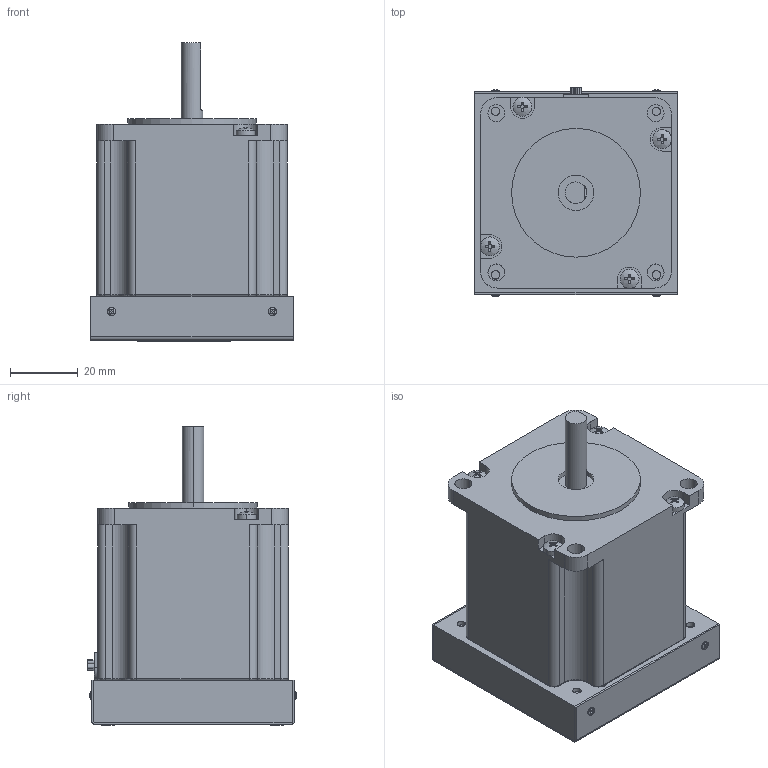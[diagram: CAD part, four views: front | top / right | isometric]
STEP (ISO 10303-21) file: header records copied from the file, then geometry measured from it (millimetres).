
FILE_DESCRIPTION (( 'STEP AP214' ), '1' );
FILE_NAME ('PD57-2-1276 - NEMA23.STEP', '2018-08-16T10:19:44', ( '' ), ( '' ), 'SwSTEP 2.0', 'SolidWorks 2016', '' );
FILE_SCHEMA (( 'AUTOMOTIVE_DESIGN' ));
Length unit declared in the file: millimetre
Products named in the file (32): socket head cap screw_iso_1_ISO 4762 M3 x 6 - 6C; Magnet_1; Magnet_Holder_Brass_1; TMCM_1361_din_iso_7049_st2_2x4_5_c_h_1; din_7984_8_8_m_3x6_1; Cover_1; Base_1; NEMA23_41mm_DPM57SH41-4A.018_2; TMCM-1276_V10_280218; PD57-2-1276 - NEMA23; parallel pin unhardened_1_iso_ISO 2338 - 1.5 m6 x 8 - St; Part9^TMCM-1276
Assembly tree (20 placements, depth 2):
  socket head cap screw_iso_1_ISO 4762 M3 x 6 - 6C
  socket head cap screw_iso_1_ISO 4762 M3 x 6 - 6C
  socket head cap screw_iso_1_ISO 4762 M3 x 6 - 6C
  socket head cap screw_iso_1_ISO 4762 M3 x 6 - 6C
  TMCM_1361_din_iso_7049_st2_2x4_5_c_h_1
Bounding box: 60 x 61.75 x 88.25 mm (x, y, z)
Volume: 166759.2 mm3; surface area: 50296.7 mm2
Topology: 20 solids, 20 shells, 1511 faces, 4086 edges, 2657 vertices
Faces by surface type: plane 773, cylinder 446, bspline 204, cone 72, torus 12, sphere 4
Entity records: 62444 total; most frequent: CARTESIAN_POINT 14936, ORIENTED_EDGE 7144, DIRECTION 6260, EDGE_CURVE 3572, VERTEX_POINT 2349, VECTOR 2270, LINE 2270, AXIS2_PLACEMENT_3D 1995
